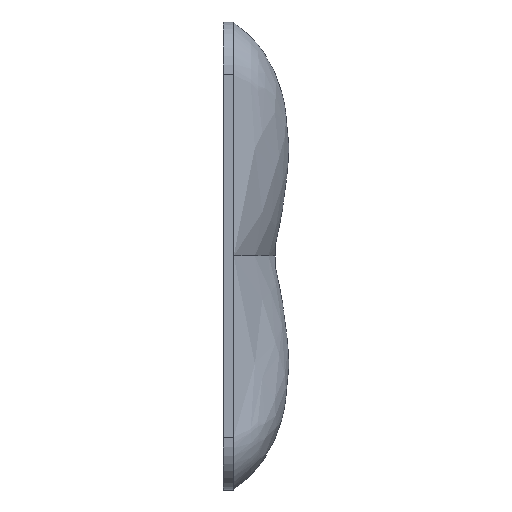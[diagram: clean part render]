
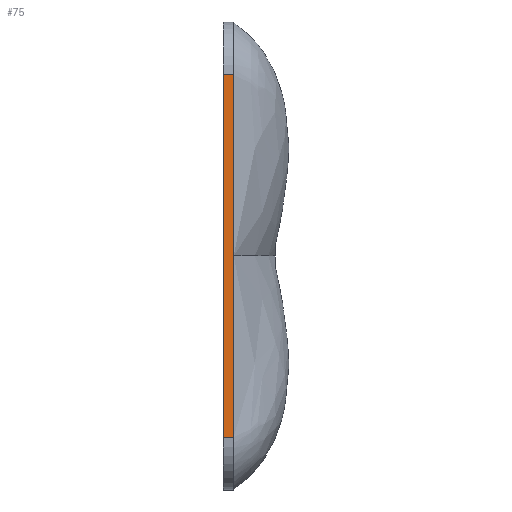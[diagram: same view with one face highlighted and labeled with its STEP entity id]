
A CAD part, front view. The second image highlights one B-rep face of the part: STEP entity #75.
In plain terms, the highlighted planar face has unit normal (0, -1, 0).
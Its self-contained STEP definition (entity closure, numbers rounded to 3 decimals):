
#45 = CARTESIAN_POINT ( 'NONE',  ( 645.455, 687., 1107.441 ) ) ;
#75 = ADVANCED_FACE ( 'NONE', ( #252 ), #209, .F. ) ;
#151 = EDGE_CURVE ( 'NONE', #2477, #2207, #709, .T. ) ;
#209 = PLANE ( 'NONE',  #2475 ) ;
#238 = DIRECTION ( 'NONE',  ( 0., 1., 0. ) ) ;
#252 = FACE_OUTER_BOUND ( 'NONE', #338, .T. ) ;
#257 = EDGE_CURVE ( 'NONE', #551, #1079, #1203, .T. ) ;
#294 = EDGE_CURVE ( 'NONE', #2477, #551, #1331, .T. ) ;
#338 = EDGE_LOOP ( 'NONE', ( #1847, #419, #2712, #1719 ) ) ;
#339 = CARTESIAN_POINT ( 'NONE',  ( 635.455, 687., 1456.286 ) ) ;
#395 = LINE ( 'NONE', #339, #1315 ) ;
#419 = ORIENTED_EDGE ( 'NONE', *, *, #151, .F. ) ;
#477 = CARTESIAN_POINT ( 'NONE',  ( 645.455, 687., 1456.286 ) ) ;
#494 = DIRECTION ( 'NONE',  ( -1., 0., 0. ) ) ;
#551 = VERTEX_POINT ( 'NONE', #477 ) ;
#709 = LINE ( 'NONE', #2064, #861 ) ;
#814 = CARTESIAN_POINT ( 'NONE',  ( 635.455, 687., 1456.286 ) ) ;
#861 = VECTOR ( 'NONE', #2079, 1000. ) ;
#1046 = EDGE_CURVE ( 'NONE', #2207, #1079, #395, .T. ) ;
#1079 = VERTEX_POINT ( 'NONE', #814 ) ;
#1203 = LINE ( 'NONE', #2122, #1783 ) ;
#1315 = VECTOR ( 'NONE', #2180, 1000. ) ;
#1331 = LINE ( 'NONE', #2061, #2998 ) ;
#1385 = CARTESIAN_POINT ( 'NONE',  ( 645.455, 687., 1456.286 ) ) ;
#1719 = ORIENTED_EDGE ( 'NONE', *, *, #257, .T. ) ;
#1783 = VECTOR ( 'NONE', #494, 1000. ) ;
#1847 = ORIENTED_EDGE ( 'NONE', *, *, #1046, .F. ) ;
#2061 = CARTESIAN_POINT ( 'NONE',  ( 645.455, 687., 1456.286 ) ) ;
#2064 = CARTESIAN_POINT ( 'NONE',  ( 645.455, 687., 1107.441 ) ) ;
#2079 = DIRECTION ( 'NONE',  ( -1., 0., 0. ) ) ;
#2107 = DIRECTION ( 'NONE',  ( 1., 0., 0. ) ) ;
#2122 = CARTESIAN_POINT ( 'NONE',  ( 645.455, 687., 1456.286 ) ) ;
#2180 = DIRECTION ( 'NONE',  ( 0., 0., 1. ) ) ;
#2207 = VERTEX_POINT ( 'NONE', #2533 ) ;
#2475 = AXIS2_PLACEMENT_3D ( 'NONE', #1385, #238, #2107 ) ;
#2477 = VERTEX_POINT ( 'NONE', #45 ) ;
#2526 = DIRECTION ( 'NONE',  ( 0., 0., 1. ) ) ;
#2533 = CARTESIAN_POINT ( 'NONE',  ( 635.455, 687., 1107.441 ) ) ;
#2712 = ORIENTED_EDGE ( 'NONE', *, *, #294, .T. ) ;
#2998 = VECTOR ( 'NONE', #2526, 1000. ) ;
